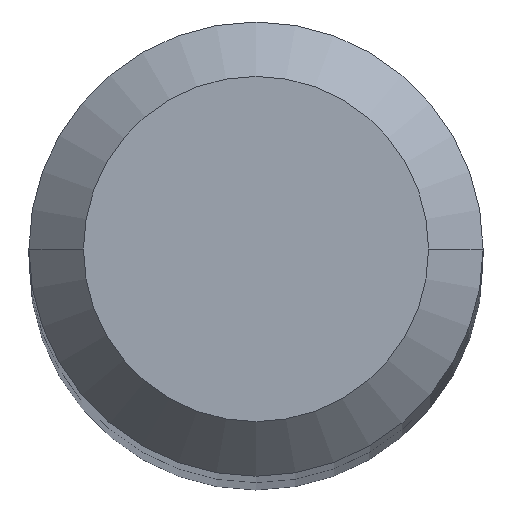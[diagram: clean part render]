
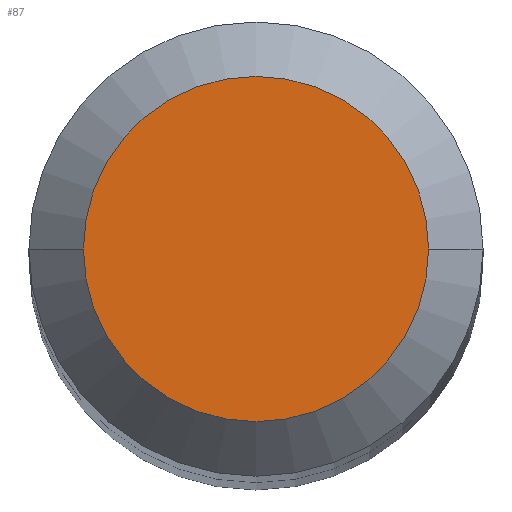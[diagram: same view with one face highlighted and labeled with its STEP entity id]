
A CAD part, top view. The second image highlights one B-rep face of the part: STEP entity #87.
In plain terms, the highlighted planar face has unit normal (0, 0, 1).
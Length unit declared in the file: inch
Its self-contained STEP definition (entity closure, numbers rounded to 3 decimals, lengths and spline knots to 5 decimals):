
#9 = EDGE_LOOP ( 'NONE', ( #179, #323 ) ) ;
#10 = DIRECTION ( 'NONE',  ( 0., 0., 1. ) ) ;
#14 = CARTESIAN_POINT ( 'NONE',  ( 0., 0., 2.25 ) ) ;
#19 = DIRECTION ( 'NONE',  ( 1., 0., 0. ) ) ;
#69 = DIRECTION ( 'NONE',  ( 1., 0., 0. ) ) ;
#72 = PLANE ( 'NONE',  #243 ) ;
#87 = ADVANCED_FACE ( 'NONE', ( #248 ), #72, .T. ) ;
#93 = DIRECTION ( 'NONE',  ( 1., 0., 0. ) ) ;
#95 = VERTEX_POINT ( 'NONE', #270 ) ;
#172 = CARTESIAN_POINT ( 'NONE',  ( 0.0475, 0., 2.25 ) ) ;
#178 = DIRECTION ( 'NONE',  ( 0., 0., 1. ) ) ;
#179 = ORIENTED_EDGE ( 'NONE', *, *, #307, .T. ) ;
#180 = AXIS2_PLACEMENT_3D ( 'NONE', #14, #10, #69 ) ;
#206 = CIRCLE ( 'NONE', #251, 0.0475 ) ;
#219 = DIRECTION ( 'NONE',  ( 0., 0., 1. ) ) ;
#243 = AXIS2_PLACEMENT_3D ( 'NONE', #289, #219, #93 ) ;
#246 = CIRCLE ( 'NONE', #180, 0.0475 ) ;
#248 = FACE_OUTER_BOUND ( 'NONE', #9, .T. ) ;
#251 = AXIS2_PLACEMENT_3D ( 'NONE', #298, #178, #19 ) ;
#259 = EDGE_CURVE ( 'NONE', #299, #95, #246, .T. ) ;
#270 = CARTESIAN_POINT ( 'NONE',  ( -0.0475, 0., 2.25 ) ) ;
#289 = CARTESIAN_POINT ( 'NONE',  ( 0., 0., 2.25 ) ) ;
#298 = CARTESIAN_POINT ( 'NONE',  ( 0., 0., 2.25 ) ) ;
#299 = VERTEX_POINT ( 'NONE', #172 ) ;
#307 = EDGE_CURVE ( 'NONE', #95, #299, #206, .T. ) ;
#323 = ORIENTED_EDGE ( 'NONE', *, *, #259, .T. ) ;
